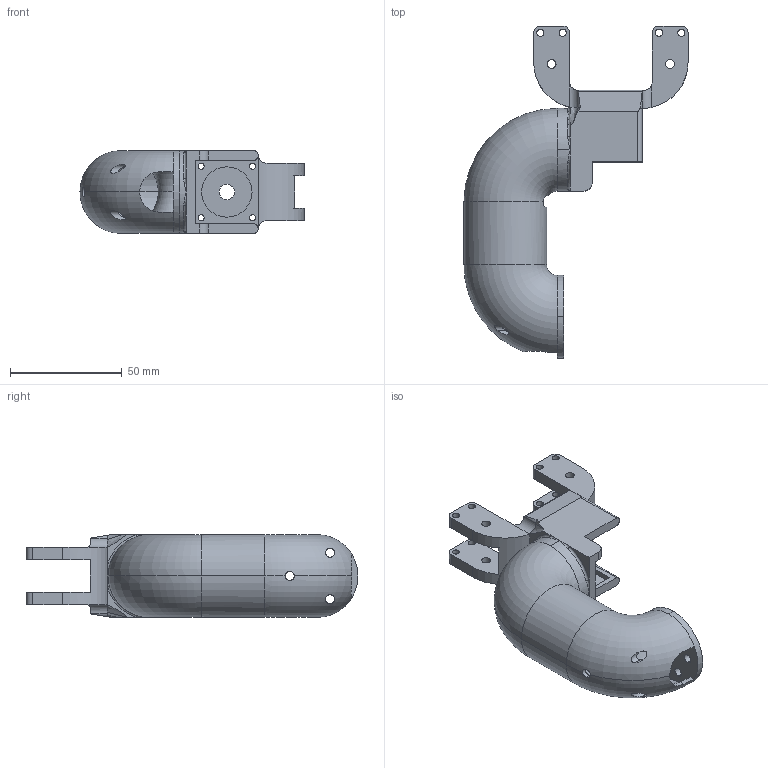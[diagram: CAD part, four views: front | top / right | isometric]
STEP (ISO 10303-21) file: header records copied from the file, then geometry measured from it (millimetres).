
FILE_DESCRIPTION (( 'STEP AP203' ), '1' );
FILE_NAME ('U釱x1.STEP', '2024-02-18T01:32:50', ( '' ), ( '' ), 'SwSTEP 2.0', 'SolidWorks 2023', '' );
FILE_SCHEMA (( 'CONFIG_CONTROL_DESIGN' ));
Length unit declared in the file: millimetre
Products named in the file (1): U座x1
Bounding box: 100.14 x 148.38 x 37 mm (x, y, z)
Volume: 51826.5 mm3; surface area: 41128.1 mm2
Topology: 1 solids, 1 shells, 216 faces, 603 edges, 387 vertices
Faces by surface type: cylinder 110, plane 85, torus 11, bspline 10
Entity records: 8071 total; most frequent: CARTESIAN_POINT 2317, ORIENTED_EDGE 1194, DIRECTION 1191, EDGE_CURVE 597, AXIS2_PLACEMENT_3D 457, VERTEX_POINT 387, LINE 277, VECTOR 277
